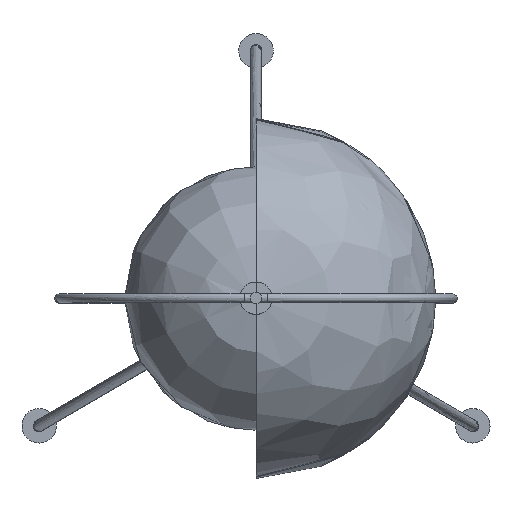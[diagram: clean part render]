
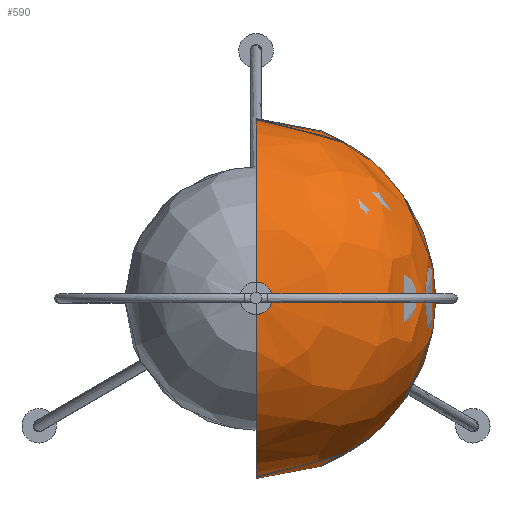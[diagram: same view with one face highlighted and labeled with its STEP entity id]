
A CAD part, top view. The second image highlights one B-rep face of the part: STEP entity #590.
In plain terms, the highlighted free-form (B-spline) face has degree [2, 2] with [11, 5] control points.
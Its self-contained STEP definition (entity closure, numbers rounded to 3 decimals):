
#590=ADVANCED_FACE('',(#919),#4971,.T.);
#919=FACE_OUTER_BOUND('',#1248,.T.);
#1248=EDGE_LOOP('',(#1682,#1683));
#1682=ORIENTED_EDGE('',*,*,#3199,.F.);
#1683=ORIENTED_EDGE('',*,*,#3198,.F.);
#3198=EDGE_CURVE('',#4309,#4310,#3992,.T.);
#3199=EDGE_CURVE('',#4310,#4309,#3993,.T.);
#3992=(
BOUNDED_CURVE()
B_SPLINE_CURVE(2,(#6733,#6734,#6735,#6736,#6737,#6738,#6739,#6740,#6741,
#6742,#6743),.UNSPECIFIED.,.F.,.F.)
B_SPLINE_CURVE_WITH_KNOTS((3,2,2,2,2,3),(0.,102.845,244.2,
295.623,436.978,539.823),.UNSPECIFIED.)
CURVE()
GEOMETRIC_REPRESENTATION_ITEM()
RATIONAL_B_SPLINE_CURVE((1.,1.,1.,0.707,1.,1.,1.,0.707,
1.,1.,1.))
REPRESENTATION_ITEM('')
);
#3993=(
BOUNDED_CURVE()
B_SPLINE_CURVE(2,(#6744,#6745,#6746,#6747,#6748,#6749,#6750,#6751,#6752,
#6753,#6754),.UNSPECIFIED.,.F.,.F.)
B_SPLINE_CURVE_WITH_KNOTS((3,2,2,2,2,3),(-539.823,-436.978,
-295.623,-244.2,-102.845,0.),.UNSPECIFIED.)
CURVE()
GEOMETRIC_REPRESENTATION_ITEM()
RATIONAL_B_SPLINE_CURVE((1.,1.,1.,0.707,1.,1.,1.,0.707,
1.,1.,1.))
REPRESENTATION_ITEM('')
);
#4309=VERTEX_POINT('',#6729);
#4310=VERTEX_POINT('',#6730);
#4971=(
BOUNDED_SURFACE()
B_SPLINE_SURFACE(2,2,((#6575,#6576,#6577,#6578,#6579),(#6580,#6581,#6582,
#6583,#6584),(#6585,#6586,#6587,#6588,#6589),(#6590,#6591,#6592,#6593,#6594),
(#6595,#6596,#6597,#6598,#6599),(#6600,#6601,#6602,#6603,#6604),(#6605,
#6606,#6607,#6608,#6609),(#6610,#6611,#6612,#6613,#6614),(#6615,#6616,#6617,
#6618,#6619),(#6620,#6621,#6622,#6623,#6624),(#6625,#6626,#6627,#6628,#6629)),
 .UNSPECIFIED.,.F.,.F.,.F.)
B_SPLINE_SURFACE_WITH_KNOTS((3,2,2,2,2,3),(3,2,3),(0.,102.845,
244.2,295.623,436.978,539.823),(0.,
244.259,488.518),.UNSPECIFIED.)
GEOMETRIC_REPRESENTATION_ITEM()
RATIONAL_B_SPLINE_SURFACE(((1.,0.707,1.,0.707,1.),
(1.,0.707,1.,0.707,1.),(1.,0.707,1.,
0.707,1.),(0.707,0.5,0.707,
0.5,0.707),(1.,0.707,1.,0.707,
1.),(1.,0.707,1.,0.707,1.),(1.,0.707,
1.,0.707,1.),(0.707,0.5,0.707,
0.5,0.707),(1.,0.707,1.,0.707,
1.),(1.,0.707,1.,0.707,1.),(1.,0.707,
1.,0.707,1.)))
REPRESENTATION_ITEM('')
SURFACE()
);
#6575=CARTESIAN_POINT('',(4.427,-26.428,1388.792));
#6576=CARTESIAN_POINT('',(4.427,-26.428,1388.792));
#6577=CARTESIAN_POINT('',(4.427,-26.428,1388.792));
#6578=CARTESIAN_POINT('',(4.427,-26.428,1388.792));
#6579=CARTESIAN_POINT('',(4.427,-26.428,1388.792));
#6580=CARTESIAN_POINT('',(4.427,-31.428,1388.792));
#6581=CARTESIAN_POINT('',(9.427,-31.428,1388.792));
#6582=CARTESIAN_POINT('',(9.427,-26.428,1388.792));
#6583=CARTESIAN_POINT('',(9.427,-21.428,1388.792));
#6584=CARTESIAN_POINT('',(4.427,-21.428,1388.792));
#6585=CARTESIAN_POINT('',(4.427,-36.428,1388.792));
#6586=CARTESIAN_POINT('',(14.427,-36.428,1388.792));
#6587=CARTESIAN_POINT('',(14.427,-26.428,1388.792));
#6588=CARTESIAN_POINT('',(14.427,-16.428,1388.792));
#6589=CARTESIAN_POINT('',(4.427,-16.428,1388.792));
#6590=CARTESIAN_POINT('',(4.427,-182.928,1388.792));
#6591=CARTESIAN_POINT('',(160.927,-182.928,1388.792));
#6592=CARTESIAN_POINT('',(160.927,-26.428,1388.792));
#6593=CARTESIAN_POINT('',(160.927,130.072,1388.792));
#6594=CARTESIAN_POINT('',(4.427,130.072,1388.792));
#6595=CARTESIAN_POINT('',(4.427,-182.928,1242.292));
#6596=CARTESIAN_POINT('',(160.927,-182.928,1242.292));
#6597=CARTESIAN_POINT('',(160.927,-26.428,1242.292));
#6598=CARTESIAN_POINT('',(160.927,130.072,1242.292));
#6599=CARTESIAN_POINT('',(4.427,130.072,1242.292));
#6600=CARTESIAN_POINT('',(4.427,-182.928,1202.292));
#6601=CARTESIAN_POINT('',(160.927,-182.928,1202.292));
#6602=CARTESIAN_POINT('',(160.927,-26.428,1202.292));
#6603=CARTESIAN_POINT('',(160.927,130.072,1202.292));
#6604=CARTESIAN_POINT('',(4.427,130.072,1202.292));
#6605=CARTESIAN_POINT('',(4.427,-182.928,1162.292));
#6606=CARTESIAN_POINT('',(160.927,-182.928,1162.292));
#6607=CARTESIAN_POINT('',(160.927,-26.428,1162.292));
#6608=CARTESIAN_POINT('',(160.927,130.072,1162.292));
#6609=CARTESIAN_POINT('',(4.427,130.072,1162.292));
#6610=CARTESIAN_POINT('',(4.427,-182.928,1015.792));
#6611=CARTESIAN_POINT('',(160.927,-182.928,1015.792));
#6612=CARTESIAN_POINT('',(160.927,-26.428,1015.792));
#6613=CARTESIAN_POINT('',(160.927,130.072,1015.792));
#6614=CARTESIAN_POINT('',(4.427,130.072,1015.792));
#6615=CARTESIAN_POINT('',(4.427,-36.428,1015.792));
#6616=CARTESIAN_POINT('',(14.427,-36.428,1015.792));
#6617=CARTESIAN_POINT('',(14.427,-26.428,1015.792));
#6618=CARTESIAN_POINT('',(14.427,-16.428,1015.792));
#6619=CARTESIAN_POINT('',(4.427,-16.428,1015.792));
#6620=CARTESIAN_POINT('',(4.427,-31.428,1015.792));
#6621=CARTESIAN_POINT('',(9.427,-31.428,1015.792));
#6622=CARTESIAN_POINT('',(9.427,-26.428,1015.792));
#6623=CARTESIAN_POINT('',(9.427,-21.428,1015.792));
#6624=CARTESIAN_POINT('',(4.427,-21.428,1015.792));
#6625=CARTESIAN_POINT('',(4.427,-26.428,1015.792));
#6626=CARTESIAN_POINT('',(4.427,-26.428,1015.792));
#6627=CARTESIAN_POINT('',(4.427,-26.428,1015.792));
#6628=CARTESIAN_POINT('',(4.427,-26.428,1015.792));
#6629=CARTESIAN_POINT('',(4.427,-26.428,1015.792));
#6729=CARTESIAN_POINT('',(4.427,-26.428,1388.792));
#6730=CARTESIAN_POINT('',(4.427,-26.428,1015.792));
#6733=CARTESIAN_POINT('',(4.427,-26.428,1388.792));
#6734=CARTESIAN_POINT('',(4.427,-21.428,1388.792));
#6735=CARTESIAN_POINT('',(4.427,-16.428,1388.792));
#6736=CARTESIAN_POINT('',(4.427,130.072,1388.792));
#6737=CARTESIAN_POINT('',(4.427,130.072,1242.292));
#6738=CARTESIAN_POINT('',(4.427,130.072,1202.292));
#6739=CARTESIAN_POINT('',(4.427,130.072,1162.292));
#6740=CARTESIAN_POINT('',(4.427,130.072,1015.792));
#6741=CARTESIAN_POINT('',(4.427,-16.428,1015.792));
#6742=CARTESIAN_POINT('',(4.427,-21.428,1015.792));
#6743=CARTESIAN_POINT('',(4.427,-26.428,1015.792));
#6744=CARTESIAN_POINT('',(4.427,-26.428,1015.792));
#6745=CARTESIAN_POINT('',(4.427,-31.428,1015.792));
#6746=CARTESIAN_POINT('',(4.427,-36.428,1015.792));
#6747=CARTESIAN_POINT('',(4.427,-182.928,1015.792));
#6748=CARTESIAN_POINT('',(4.427,-182.928,1162.292));
#6749=CARTESIAN_POINT('',(4.427,-182.928,1202.292));
#6750=CARTESIAN_POINT('',(4.427,-182.928,1242.292));
#6751=CARTESIAN_POINT('',(4.427,-182.928,1388.792));
#6752=CARTESIAN_POINT('',(4.427,-36.428,1388.792));
#6753=CARTESIAN_POINT('',(4.427,-31.428,1388.792));
#6754=CARTESIAN_POINT('',(4.427,-26.428,1388.792));
